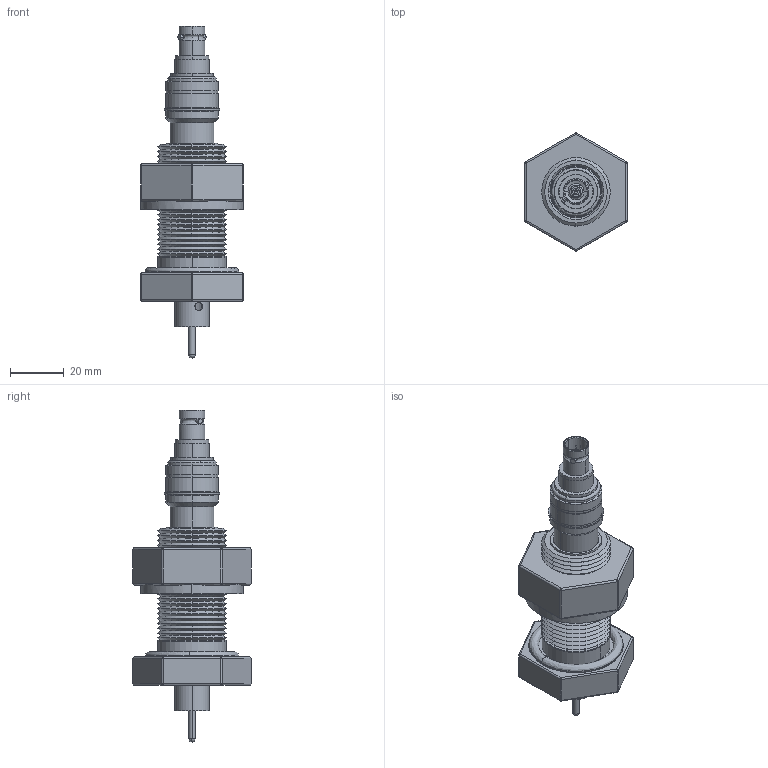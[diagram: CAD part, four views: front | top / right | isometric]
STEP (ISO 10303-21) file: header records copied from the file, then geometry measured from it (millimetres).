
FILE_DESCRIPTION (( 'STEP AP203' ), '1' );
FILE_NAME ('A0485-2-BP.STEP', '2013-05-10T13:16:10', ( '' ), ( '' ), 'SwSTEP 2.0', 'SolidWorks 2012', '' );
FILE_SCHEMA (( 'CONFIG_CONTROL_DESIGN' ));
Length unit declared in the file: inch
Products named in the file (1): A0485-2-BP
Bounding box: 38.1 x 43.84 x 123.06 mm (x, y, z)
Volume: 42308.4 mm3; surface area: 37845.9 mm2
Topology: 1 solids, 10 shells, 419 faces, 951 edges, 553 vertices
Faces by surface type: cone 168, cylinder 136, plane 67, bspline 48
Entity records: 12542 total; most frequent: CARTESIAN_POINT 3006, DIRECTION 2183, ORIENTED_EDGE 1862, EDGE_CURVE 931, AXIS2_PLACEMENT_3D 910, VERTEX_POINT 553, CIRCLE 538, EDGE_LOOP 460
